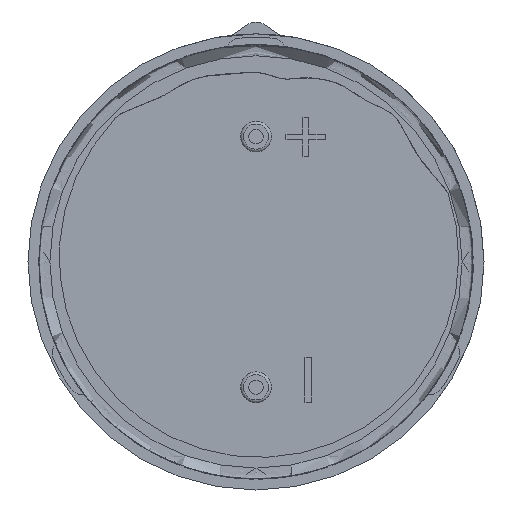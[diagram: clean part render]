
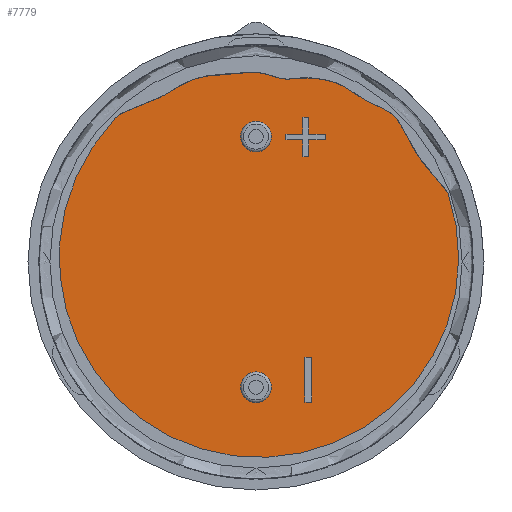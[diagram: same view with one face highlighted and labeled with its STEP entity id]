
A CAD part, front view. The second image highlights one B-rep face of the part: STEP entity #7779.
In plain terms, the highlighted planar face has unit normal (0, -1, 0).
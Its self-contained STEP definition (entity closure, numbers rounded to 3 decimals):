
#238=B_SPLINE_CURVE_WITH_KNOTS('',4,(#12991,#12992,#12993,#12994,#12995,
#12996,#12997,#12998,#12999,#13000,#13001,#13002,#13003,#13004,#13005,#13006,
#13007),.UNSPECIFIED.,.F.,.F.,(5,1,1,1,1,1,1,1,1,1,1,1,1,5),(0.,0.179,
0.246,0.31,0.373,0.433,
0.493,0.55,0.605,0.662,
0.72,0.778,0.839,1.),.UNSPECIFIED.);
#273=FACE_BOUND('',#1358,.T.);
#274=FACE_BOUND('',#1359,.T.);
#544=PLANE('',#8158);
#915=FACE_OUTER_BOUND('',#1357,.T.);
#1357=EDGE_LOOP('',(#6663,#6664));
#1358=EDGE_LOOP('',(#6665,#6666,#6667,#6668,#6669,#6670,#6671,#6672,#6673,
#6674,#6675,#6676));
#1359=EDGE_LOOP('',(#6677,#6678,#6679,#6680));
#2182=LINE('',#13011,#2981);
#2183=LINE('',#13013,#2982);
#2184=LINE('',#13015,#2983);
#2185=LINE('',#13017,#2984);
#2186=LINE('',#13019,#2985);
#2187=LINE('',#13021,#2986);
#2188=LINE('',#13023,#2987);
#2189=LINE('',#13025,#2988);
#2190=LINE('',#13027,#2989);
#2191=LINE('',#13029,#2990);
#2192=LINE('',#13031,#2991);
#2193=LINE('',#13032,#2992);
#2194=LINE('',#13035,#2993);
#2195=LINE('',#13037,#2994);
#2196=LINE('',#13039,#2995);
#2197=LINE('',#13040,#2996);
#2981=VECTOR('',#9572,10.);
#2982=VECTOR('',#9573,10.);
#2983=VECTOR('',#9574,10.);
#2984=VECTOR('',#9575,10.);
#2985=VECTOR('',#9576,10.);
#2986=VECTOR('',#9577,10.);
#2987=VECTOR('',#9578,10.);
#2988=VECTOR('',#9579,10.);
#2989=VECTOR('',#9580,10.);
#2990=VECTOR('',#9581,10.);
#2991=VECTOR('',#9582,10.);
#2992=VECTOR('',#9583,10.);
#2993=VECTOR('',#9584,10.);
#2994=VECTOR('',#9585,10.);
#2995=VECTOR('',#9586,10.);
#2996=VECTOR('',#9587,10.);
#3087=CIRCLE('',#8159,13.971);
#3760=VERTEX_POINT('',#12989);
#3761=VERTEX_POINT('',#12990);
#3762=VERTEX_POINT('',#13009);
#3763=VERTEX_POINT('',#13010);
#3764=VERTEX_POINT('',#13012);
#3765=VERTEX_POINT('',#13014);
#3766=VERTEX_POINT('',#13016);
#3767=VERTEX_POINT('',#13018);
#3768=VERTEX_POINT('',#13020);
#3769=VERTEX_POINT('',#13022);
#3770=VERTEX_POINT('',#13024);
#3771=VERTEX_POINT('',#13026);
#3772=VERTEX_POINT('',#13028);
#3773=VERTEX_POINT('',#13030);
#3774=VERTEX_POINT('',#13033);
#3775=VERTEX_POINT('',#13034);
#3776=VERTEX_POINT('',#13036);
#3777=VERTEX_POINT('',#13038);
#4750=EDGE_CURVE('',#3760,#3761,#238,.T.);
#4751=EDGE_CURVE('',#3761,#3760,#3087,.T.);
#4752=EDGE_CURVE('',#3762,#3763,#2182,.T.);
#4753=EDGE_CURVE('',#3763,#3764,#2183,.T.);
#4754=EDGE_CURVE('',#3764,#3765,#2184,.T.);
#4755=EDGE_CURVE('',#3765,#3766,#2185,.T.);
#4756=EDGE_CURVE('',#3766,#3767,#2186,.T.);
#4757=EDGE_CURVE('',#3767,#3768,#2187,.T.);
#4758=EDGE_CURVE('',#3768,#3769,#2188,.T.);
#4759=EDGE_CURVE('',#3769,#3770,#2189,.T.);
#4760=EDGE_CURVE('',#3770,#3771,#2190,.T.);
#4761=EDGE_CURVE('',#3771,#3772,#2191,.T.);
#4762=EDGE_CURVE('',#3772,#3773,#2192,.T.);
#4763=EDGE_CURVE('',#3773,#3762,#2193,.T.);
#4764=EDGE_CURVE('',#3774,#3775,#2194,.T.);
#4765=EDGE_CURVE('',#3775,#3776,#2195,.T.);
#4766=EDGE_CURVE('',#3776,#3777,#2196,.T.);
#4767=EDGE_CURVE('',#3777,#3774,#2197,.T.);
#6663=ORIENTED_EDGE('',*,*,#4750,.T.);
#6664=ORIENTED_EDGE('',*,*,#4751,.T.);
#6665=ORIENTED_EDGE('',*,*,#4752,.T.);
#6666=ORIENTED_EDGE('',*,*,#4753,.T.);
#6667=ORIENTED_EDGE('',*,*,#4754,.T.);
#6668=ORIENTED_EDGE('',*,*,#4755,.T.);
#6669=ORIENTED_EDGE('',*,*,#4756,.T.);
#6670=ORIENTED_EDGE('',*,*,#4757,.T.);
#6671=ORIENTED_EDGE('',*,*,#4758,.T.);
#6672=ORIENTED_EDGE('',*,*,#4759,.T.);
#6673=ORIENTED_EDGE('',*,*,#4760,.T.);
#6674=ORIENTED_EDGE('',*,*,#4761,.T.);
#6675=ORIENTED_EDGE('',*,*,#4762,.T.);
#6676=ORIENTED_EDGE('',*,*,#4763,.T.);
#6677=ORIENTED_EDGE('',*,*,#4764,.T.);
#6678=ORIENTED_EDGE('',*,*,#4765,.T.);
#6679=ORIENTED_EDGE('',*,*,#4766,.T.);
#6680=ORIENTED_EDGE('',*,*,#4767,.T.);
#7779=ADVANCED_FACE('',(#915,#273,#274),#544,.T.);
#8158=AXIS2_PLACEMENT_3D('',#12988,#9568,#9569);
#8159=AXIS2_PLACEMENT_3D('',#13008,#9570,#9571);
#9568=DIRECTION('center_axis',(0.,-1.,0.));
#9569=DIRECTION('ref_axis',(0.,0.,-1.));
#9570=DIRECTION('center_axis',(0.,-1.,0.));
#9571=DIRECTION('ref_axis',(-0.732,0.,0.681));
#9572=DIRECTION('',(1.,0.,0.));
#9573=DIRECTION('',(0.,0.,-1.));
#9574=DIRECTION('',(1.,0.,0.));
#9575=DIRECTION('',(0.,0.,-1.));
#9576=DIRECTION('',(-1.,0.,0.));
#9577=DIRECTION('',(0.,0.,-1.));
#9578=DIRECTION('',(-1.,0.,0.));
#9579=DIRECTION('',(0.,0.,1.));
#9580=DIRECTION('',(-1.,0.,0.));
#9581=DIRECTION('',(0.,0.,1.));
#9582=DIRECTION('',(1.,0.,0.));
#9583=DIRECTION('',(0.,0.,1.));
#9584=DIRECTION('',(-1.,0.,0.));
#9585=DIRECTION('',(0.,0.,1.));
#9586=DIRECTION('',(1.,0.,0.));
#9587=DIRECTION('',(0.,0.,-1.));
#12988=CARTESIAN_POINT('Origin',(7.6,0.8,0.));
#12989=CARTESIAN_POINT('',(13.413,0.8,4.859));
#12990=CARTESIAN_POINT('',(-10.02,0.8,9.82));
#12991=CARTESIAN_POINT('Ctrl Pts',(13.413,0.8,4.859));
#12992=CARTESIAN_POINT('Ctrl Pts',(12.952,0.8,5.649));
#12993=CARTESIAN_POINT('Ctrl Pts',(10.497,0.8,7.414));
#12994=CARTESIAN_POINT('Ctrl Pts',(10.691,0.8,10.414));
#12995=CARTESIAN_POINT('Ctrl Pts',(7.738,0.8,11.038));
#12996=CARTESIAN_POINT('Ctrl Pts',(6.54,0.8,12.166));
#12997=CARTESIAN_POINT('Ctrl Pts',(5.063,0.8,12.824));
#12998=CARTESIAN_POINT('Ctrl Pts',(2.87,0.8,12.987));
#12999=CARTESIAN_POINT('Ctrl Pts',(2.047,0.8,12.553));
#13000=CARTESIAN_POINT('Ctrl Pts',(0.278,0.8,
13.437));
#13001=CARTESIAN_POINT('Ctrl Pts',(-0.943,0.8,
13.173));
#13002=CARTESIAN_POINT('Ctrl Pts',(-2.251,0.8,
13.154));
#13003=CARTESIAN_POINT('Ctrl Pts',(-3.875,0.8,
13.038));
#13004=CARTESIAN_POINT('Ctrl Pts',(-6.084,0.8,
12.07));
#13005=CARTESIAN_POINT('Ctrl Pts',(-6.997,0.8,
10.953));
#13006=CARTESIAN_POINT('Ctrl Pts',(-9.5,0.8,10.763));
#13007=CARTESIAN_POINT('Ctrl Pts',(-10.02,0.8,
9.82));
#13008=CARTESIAN_POINT('Origin',(0.207,0.8,0.3));
#13009=CARTESIAN_POINT('',(3.284,0.8,10.111));
#13010=CARTESIAN_POINT('',(3.675,0.8,10.111));
#13011=CARTESIAN_POINT('',(5.442,0.8,10.111));
#13012=CARTESIAN_POINT('',(3.675,0.8,8.925));
#13013=CARTESIAN_POINT('',(3.675,0.8,5.055));
#13014=CARTESIAN_POINT('',(4.86,0.8,8.925));
#13015=CARTESIAN_POINT('',(5.637,0.8,8.925));
#13016=CARTESIAN_POINT('',(4.86,0.8,8.548));
#13017=CARTESIAN_POINT('',(4.86,0.8,4.463));
#13018=CARTESIAN_POINT('',(3.675,0.8,8.548));
#13019=CARTESIAN_POINT('',(6.23,0.8,8.548));
#13020=CARTESIAN_POINT('',(3.675,0.8,7.362));
#13021=CARTESIAN_POINT('',(3.675,0.8,4.274));
#13022=CARTESIAN_POINT('',(3.284,0.8,7.362));
#13023=CARTESIAN_POINT('',(5.637,0.8,7.362));
#13024=CARTESIAN_POINT('',(3.284,0.8,8.548));
#13025=CARTESIAN_POINT('',(3.284,0.8,3.681));
#13026=CARTESIAN_POINT('',(2.098,0.8,8.548));
#13027=CARTESIAN_POINT('',(5.442,0.8,8.548));
#13028=CARTESIAN_POINT('',(2.098,0.8,8.925));
#13029=CARTESIAN_POINT('',(2.098,0.8,4.274));
#13030=CARTESIAN_POINT('',(3.284,0.8,8.925));
#13031=CARTESIAN_POINT('',(4.849,0.8,8.925));
#13032=CARTESIAN_POINT('',(3.284,0.8,4.463));
#13033=CARTESIAN_POINT('',(3.897,0.8,-9.803));
#13034=CARTESIAN_POINT('',(3.423,0.8,-9.803));
#13035=CARTESIAN_POINT('',(5.748,0.8,-9.803));
#13036=CARTESIAN_POINT('',(3.423,0.8,-6.663));
#13037=CARTESIAN_POINT('',(3.423,0.8,-4.902));
#13038=CARTESIAN_POINT('',(3.897,0.8,-6.663));
#13039=CARTESIAN_POINT('',(5.511,0.8,-6.663));
#13040=CARTESIAN_POINT('',(3.897,0.8,-3.332));
